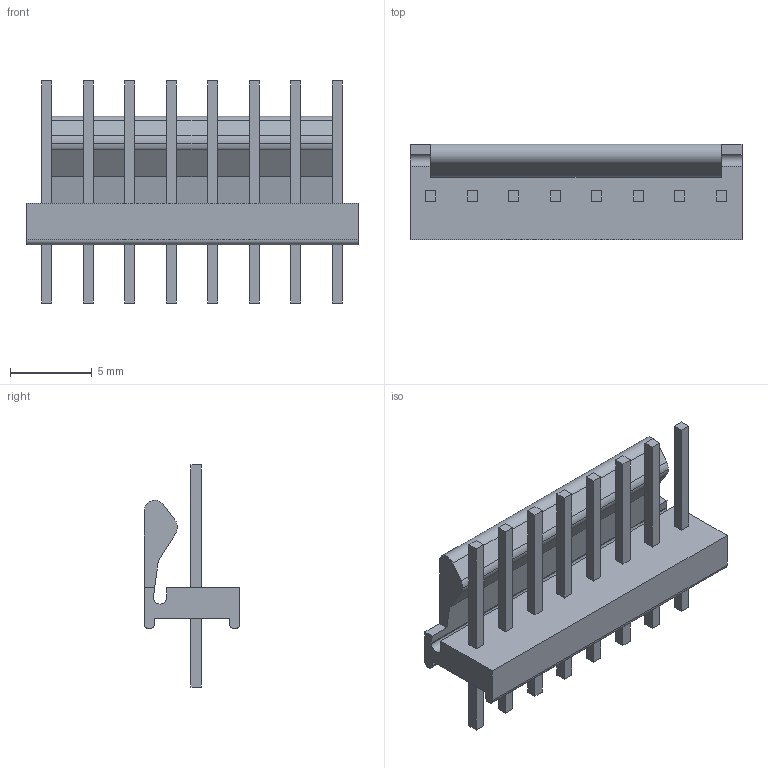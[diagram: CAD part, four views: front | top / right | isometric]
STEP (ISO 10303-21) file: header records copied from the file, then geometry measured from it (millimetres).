
FILE_DESCRIPTION(('STEP AP242'),'1');
FILE_NAME('640456-8.stp','2022-07-20T12:43:28',('TraceParts'),('TraceParts S.A.'),'Spatial InterOp 3D',' ',' ');
FILE_SCHEMA(('AP242_MANAGED_MODEL_BASED_3D_ENGINEERING_MIM_LF {1 0 10303 442 1 1 4}'));
Length unit declared in the file: millimetre
Products named in the file (1): 640456-8
Bounding box: 20.32 x 5.84 x 13.59 mm (x, y, z)
Volume: 384.7 mm3; surface area: 866.8 mm2
Topology: 1 solids, 1 shells, 103 faces, 255 edges, 170 vertices
Faces by surface type: plane 96, cylinder 7
Entity records: 3018 total; most frequent: CARTESIAN_POINT 529, ORIENTED_EDGE 510, DIRECTION 477, EDGE_CURVE 255, LINE 241, VECTOR 241, VERTEX_POINT 170, EDGE_LOOP 119
